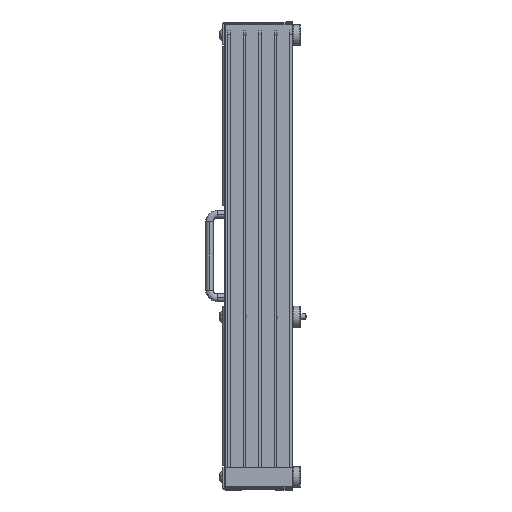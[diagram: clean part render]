
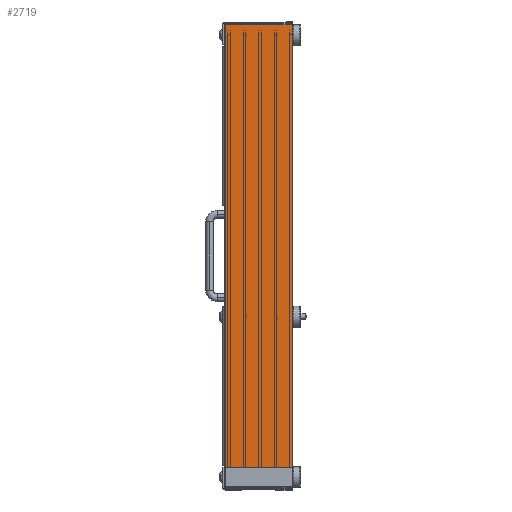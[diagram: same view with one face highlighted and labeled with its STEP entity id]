
A CAD part, left-side view. The second image highlights one B-rep face of the part: STEP entity #2719.
In plain terms, the highlighted face is planar.
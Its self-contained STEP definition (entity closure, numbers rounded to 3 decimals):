
#186 = VECTOR ( 'NONE', #7094, 1000. ) ;
#231 = CARTESIAN_POINT ( 'NONE',  ( 208.5, 0., 0. ) ) ;
#693 = EDGE_CURVE ( 'NONE', #9523, #19127, #11445, .T. ) ;
#793 = ORIENTED_EDGE ( 'NONE', *, *, #22698, .F. ) ;
#1095 = ORIENTED_EDGE ( 'NONE', *, *, #5260, .T. ) ;
#1354 = CARTESIAN_POINT ( 'NONE',  ( 208.5, 43.963, 15. ) ) ;
#1600 = VERTEX_POINT ( 'NONE', #15433 ) ;
#2402 = LINE ( 'NONE', #20306, #20406 ) ;
#2719 = ADVANCED_FACE ( 'NONE', ( #21982 ), #21692, .F. ) ;
#3160 = ORIENTED_EDGE ( 'NONE', *, *, #17161, .T. ) ;
#3495 = VERTEX_POINT ( 'NONE', #9829 ) ;
#3993 = VECTOR ( 'NONE', #17679, 1000. ) ;
#4320 = DIRECTION ( 'NONE',  ( 0., 0., 1. ) ) ;
#4451 = EDGE_CURVE ( 'NONE', #12031, #19127, #8909, .T. ) ;
#4561 = EDGE_CURVE ( 'NONE', #17345, #7129, #16107, .T. ) ;
#4658 = AXIS2_PLACEMENT_3D ( 'NONE', #20236, #22247, #22020 ) ;
#5260 = EDGE_CURVE ( 'NONE', #1600, #5464, #13006, .T. ) ;
#5464 = VERTEX_POINT ( 'NONE', #20899 ) ;
#5656 = DIRECTION ( 'NONE',  ( 0., 0., 1. ) ) ;
#6093 = EDGE_CURVE ( 'NONE', #7129, #1600, #19052, .T. ) ;
#6755 = LINE ( 'NONE', #19408, #20310 ) ;
#6948 = ORIENTED_EDGE ( 'NONE', *, *, #693, .F. ) ;
#7094 = DIRECTION ( 'NONE',  ( 0., -1., 0. ) ) ;
#7129 = VERTEX_POINT ( 'NONE', #7399 ) ;
#7236 = VECTOR ( 'NONE', #18605, 1000. ) ;
#7399 = CARTESIAN_POINT ( 'NONE',  ( 208.5, 43.163, 305. ) ) ;
#7534 = ORIENTED_EDGE ( 'NONE', *, *, #15009, .T. ) ;
#7695 = CARTESIAN_POINT ( 'NONE',  ( 208.5, 0.8, 304.2 ) ) ;
#8067 = CARTESIAN_POINT ( 'NONE',  ( 208.5, 43.963, 119.5 ) ) ;
#8474 = ORIENTED_EDGE ( 'NONE', *, *, #4561, .T. ) ;
#8909 = LINE ( 'NONE', #9671, #7236 ) ;
#9160 = VECTOR ( 'NONE', #11783, 1000. ) ;
#9523 = VERTEX_POINT ( 'NONE', #15825 ) ;
#9671 = CARTESIAN_POINT ( 'NONE',  ( 208.5, 43.963, 15. ) ) ;
#9829 = CARTESIAN_POINT ( 'NONE',  ( 208.5, 0., 0.737 ) ) ;
#10065 = DIRECTION ( 'NONE',  ( 0., 0., -1. ) ) ;
#10554 = CARTESIAN_POINT ( 'NONE',  ( 208.5, 43.963, 15. ) ) ;
#10632 = LINE ( 'NONE', #1354, #20278 ) ;
#11445 = LINE ( 'NONE', #18847, #22192 ) ;
#11783 = DIRECTION ( 'NONE',  ( 0., -1., 0. ) ) ;
#12031 = VERTEX_POINT ( 'NONE', #10554 ) ;
#13006 = CIRCLE ( 'NONE', #18410, 0.8 ) ;
#13075 = DIRECTION ( 'NONE',  ( 0., 0., 1. ) ) ;
#13240 = ORIENTED_EDGE ( 'NONE', *, *, #17697, .T. ) ;
#14114 = CARTESIAN_POINT ( 'NONE',  ( 208.5, 0., 305. ) ) ;
#15009 = EDGE_CURVE ( 'NONE', #16109, #17345, #2402, .T. ) ;
#15433 = CARTESIAN_POINT ( 'NONE',  ( 208.5, 0.8, 305. ) ) ;
#15463 = CARTESIAN_POINT ( 'NONE',  ( 208.5, 0., 0.737 ) ) ;
#15763 = ORIENTED_EDGE ( 'NONE', *, *, #6093, .T. ) ;
#15825 = CARTESIAN_POINT ( 'NONE',  ( 208.5, 43.963, 186.5 ) ) ;
#15847 = CARTESIAN_POINT ( 'NONE',  ( 208.5, 43.963, 0.737 ) ) ;
#15914 = ORIENTED_EDGE ( 'NONE', *, *, #20742, .T. ) ;
#16107 = CIRCLE ( 'NONE', #4658, 0.8 ) ;
#16109 = VERTEX_POINT ( 'NONE', #19941 ) ;
#17067 = EDGE_LOOP ( 'NONE', ( #15763, #1095, #3160, #793, #15914, #18086, #6948, #13240, #7534, #8474 ) ) ;
#17161 = EDGE_CURVE ( 'NONE', #5464, #3495, #18927, .T. ) ;
#17345 = VERTEX_POINT ( 'NONE', #18112 ) ;
#17505 = CARTESIAN_POINT ( 'NONE',  ( 208.5, 0., 0. ) ) ;
#17679 = DIRECTION ( 'NONE',  ( 0., 0., -1. ) ) ;
#17697 = EDGE_CURVE ( 'NONE', #9523, #16109, #10632, .T. ) ;
#18074 = DIRECTION ( 'NONE',  ( 0., 0., 1. ) ) ;
#18086 = ORIENTED_EDGE ( 'NONE', *, *, #4451, .T. ) ;
#18112 = CARTESIAN_POINT ( 'NONE',  ( 208.5, 43.963, 304.2 ) ) ;
#18145 = DIRECTION ( 'NONE',  ( -1., 0., 0. ) ) ;
#18147 = VERTEX_POINT ( 'NONE', #15847 ) ;
#18370 = AXIS2_PLACEMENT_3D ( 'NONE', #231, #18145, #18074 ) ;
#18410 = AXIS2_PLACEMENT_3D ( 'NONE', #7695, #21877, #13075 ) ;
#18605 = DIRECTION ( 'NONE',  ( 0., 0., 1. ) ) ;
#18847 = CARTESIAN_POINT ( 'NONE',  ( 208.5, 43.963, 186.5 ) ) ;
#18927 = LINE ( 'NONE', #17505, #3993 ) ;
#19052 = LINE ( 'NONE', #14114, #186 ) ;
#19127 = VERTEX_POINT ( 'NONE', #8067 ) ;
#19408 = CARTESIAN_POINT ( 'NONE',  ( 208.5, 43.963, 305. ) ) ;
#19661 = LINE ( 'NONE', #15463, #9160 ) ;
#19941 = CARTESIAN_POINT ( 'NONE',  ( 208.5, 43.963, 291. ) ) ;
#20236 = CARTESIAN_POINT ( 'NONE',  ( 208.5, 43.163, 304.2 ) ) ;
#20278 = VECTOR ( 'NONE', #22650, 1000. ) ;
#20306 = CARTESIAN_POINT ( 'NONE',  ( 208.5, 43.963, 305. ) ) ;
#20310 = VECTOR ( 'NONE', #5656, 1000. ) ;
#20406 = VECTOR ( 'NONE', #4320, 1000. ) ;
#20742 = EDGE_CURVE ( 'NONE', #18147, #12031, #6755, .T. ) ;
#20899 = CARTESIAN_POINT ( 'NONE',  ( 208.5, 0., 304.2 ) ) ;
#21692 = PLANE ( 'NONE',  #18370 ) ;
#21877 = DIRECTION ( 'NONE',  ( 1., 0., 0. ) ) ;
#21982 = FACE_OUTER_BOUND ( 'NONE', #17067, .T. ) ;
#22020 = DIRECTION ( 'NONE',  ( 0., 0., 1. ) ) ;
#22192 = VECTOR ( 'NONE', #10065, 1000. ) ;
#22247 = DIRECTION ( 'NONE',  ( 1., 0., 0. ) ) ;
#22650 = DIRECTION ( 'NONE',  ( 0., 0., 1. ) ) ;
#22698 = EDGE_CURVE ( 'NONE', #18147, #3495, #19661, .T. ) ;
